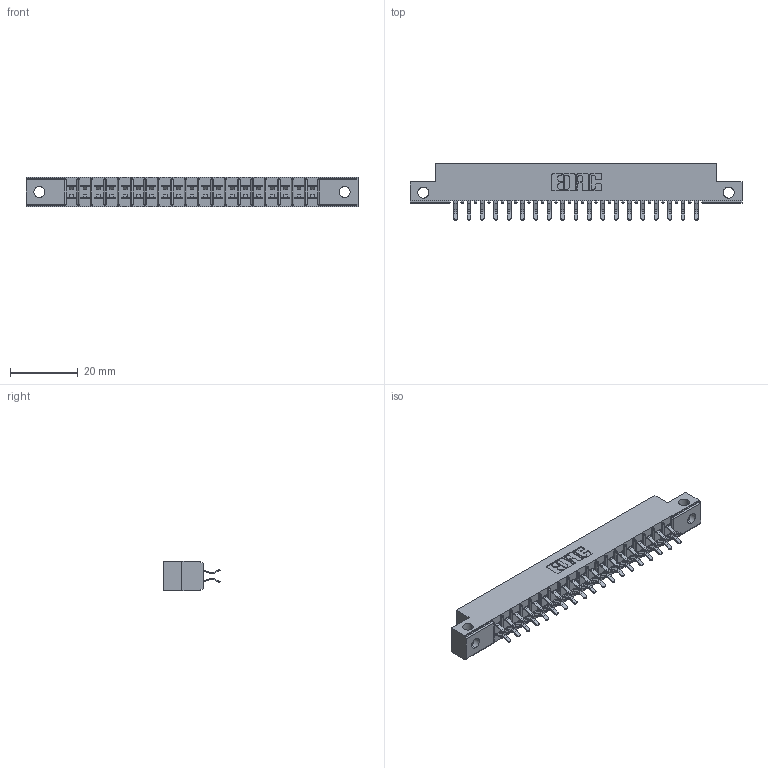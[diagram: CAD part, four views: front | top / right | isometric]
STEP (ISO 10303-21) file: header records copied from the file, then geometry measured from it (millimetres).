
FILE_DESCRIPTION (( 'STEP AP203' ), '1' );
FILE_NAME ('305-038-556-212.STEP', '2020-09-19T21:55:36', ( '' ), ( '' ), 'SwSTEP 2.0', 'SolidWorks 2020', '' );
FILE_SCHEMA (( 'CONFIG_CONTROL_DESIGN' ));
Length unit declared in the file: inch
Products named in the file (3): 305 Part_.128 Dia; 305-290-001_556; 305-038-556-212
Assembly tree (39 placements, depth 2):
  305-038-556-212
    305 Part_.128 Dia
    305-290-001_556  x38
Bounding box: 98.3 x 16.64 x 8.71 mm (x, y, z)
Volume: 6024.3 mm3; surface area: 11220.2 mm2
Topology: 39 solids, 39 shells, 2256 faces, 6489 edges, 4218 vertices
Faces by surface type: plane 1246, cylinder 934, sphere 76
Entity records: 24000 total; most frequent: CARTESIAN_POINT 4023, ORIENTED_EDGE 3946, DIRECTION 3853, EDGE_CURVE 1973, LINE 1549, VECTOR 1549, VERTEX_POINT 1258, AXIS2_PLACEMENT_3D 1152
